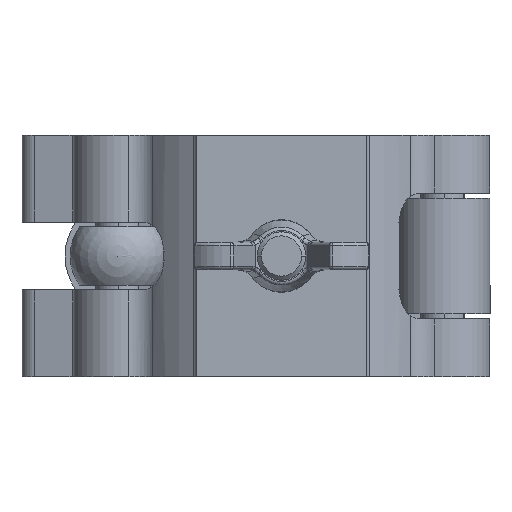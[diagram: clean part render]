
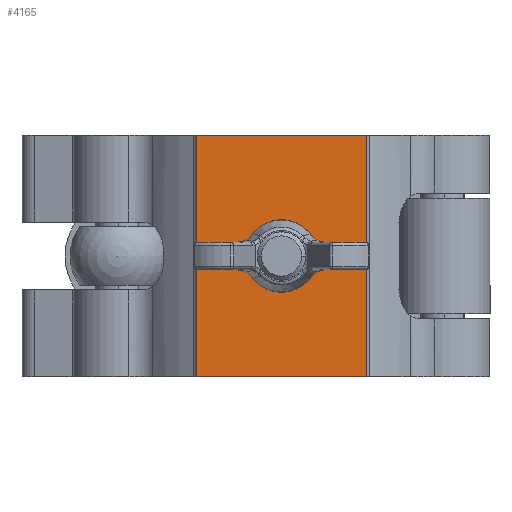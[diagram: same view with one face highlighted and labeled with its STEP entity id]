
A CAD part, front view. The second image highlights one B-rep face of the part: STEP entity #4165.
In plain terms, the highlighted planar face has unit normal (0, -1, 0).
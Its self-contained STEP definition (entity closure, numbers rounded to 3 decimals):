
#536 = VECTOR ( 'NONE', #10584, 1000. ) ;
#723 = EDGE_LOOP ( 'NONE', ( #9618, #9468, #10200, #4343 ) ) ;
#822 = LINE ( 'NONE', #11633, #536 ) ;
#1104 = VECTOR ( 'NONE', #11548, 1000. ) ;
#1407 = LINE ( 'NONE', #12442, #5727 ) ;
#1481 = DIRECTION ( 'NONE',  ( 0., 0., -1. ) ) ;
#1525 = EDGE_CURVE ( 'NONE', #10979, #2617, #12615, .T. ) ;
#1907 = CARTESIAN_POINT ( 'NONE',  ( 17.625, 0., -24.95 ) ) ;
#2386 = CIRCLE ( 'NONE', #3919, 6.35 ) ;
#2617 = VERTEX_POINT ( 'NONE', #7921 ) ;
#2726 = CARTESIAN_POINT ( 'NONE',  ( 0., 0., -6.35 ) ) ;
#2918 = DIRECTION ( 'NONE',  ( 1., 0., 0. ) ) ;
#3191 = CARTESIAN_POINT ( 'NONE',  ( -17.625, 0., 24.95 ) ) ;
#3919 = AXIS2_PLACEMENT_3D ( 'NONE', #8975, #8753, #9878 ) ;
#4165 = ADVANCED_FACE ( 'NONE', ( #5355, #7455 ), #4244, .F. ) ;
#4244 = PLANE ( 'NONE',  #9401 ) ;
#4343 = ORIENTED_EDGE ( 'NONE', *, *, #9685, .T. ) ;
#4647 = CARTESIAN_POINT ( 'NONE',  ( -17.625, 0., -24.95 ) ) ;
#4676 = VERTEX_POINT ( 'NONE', #5653 ) ;
#5355 = FACE_BOUND ( 'NONE', #13752, .T. ) ;
#5367 = AXIS2_PLACEMENT_3D ( 'NONE', #5957, #15558, #15720 ) ;
#5609 = LINE ( 'NONE', #6657, #1104 ) ;
#5653 = CARTESIAN_POINT ( 'NONE',  ( 0., 0., 6.35 ) ) ;
#5727 = VECTOR ( 'NONE', #1481, 1000. ) ;
#5770 = VERTEX_POINT ( 'NONE', #4647 ) ;
#5957 = CARTESIAN_POINT ( 'NONE',  ( 0., 0., 0. ) ) ;
#6657 = CARTESIAN_POINT ( 'NONE',  ( -17.625, 0., -24.95 ) ) ;
#6734 = EDGE_CURVE ( 'NONE', #2617, #15466, #1407, .T. ) ;
#7028 = ORIENTED_EDGE ( 'NONE', *, *, #14408, .F. ) ;
#7455 = FACE_OUTER_BOUND ( 'NONE', #723, .T. ) ;
#7921 = CARTESIAN_POINT ( 'NONE',  ( 17.625, 0., 24.95 ) ) ;
#8072 = DIRECTION ( 'NONE',  ( 0., 1., 0. ) ) ;
#8753 = DIRECTION ( 'NONE',  ( 0., -1., 0. ) ) ;
#8975 = CARTESIAN_POINT ( 'NONE',  ( 0., 0., 0. ) ) ;
#9401 = AXIS2_PLACEMENT_3D ( 'NONE', #3191, #8072, #15131 ) ;
#9468 = ORIENTED_EDGE ( 'NONE', *, *, #6734, .F. ) ;
#9618 = ORIENTED_EDGE ( 'NONE', *, *, #11097, .T. ) ;
#9685 = EDGE_CURVE ( 'NONE', #10979, #5770, #822, .T. ) ;
#9878 = DIRECTION ( 'NONE',  ( 0., 0., -1. ) ) ;
#10200 = ORIENTED_EDGE ( 'NONE', *, *, #1525, .F. ) ;
#10584 = DIRECTION ( 'NONE',  ( 0., 0., -1. ) ) ;
#10979 = VERTEX_POINT ( 'NONE', #14379 ) ;
#11097 = EDGE_CURVE ( 'NONE', #5770, #15466, #5609, .T. ) ;
#11548 = DIRECTION ( 'NONE',  ( 1., 0., 0. ) ) ;
#11633 = CARTESIAN_POINT ( 'NONE',  ( -17.625, 0., 24.95 ) ) ;
#11640 = EDGE_CURVE ( 'NONE', #4676, #11699, #2386, .T. ) ;
#11699 = VERTEX_POINT ( 'NONE', #2726 ) ;
#12281 = CIRCLE ( 'NONE', #5367, 6.35 ) ;
#12442 = CARTESIAN_POINT ( 'NONE',  ( 17.625, 0., 24.95 ) ) ;
#12536 = CARTESIAN_POINT ( 'NONE',  ( -17.625, 0., 24.95 ) ) ;
#12615 = LINE ( 'NONE', #12536, #14332 ) ;
#13752 = EDGE_LOOP ( 'NONE', ( #7028, #15773 ) ) ;
#14332 = VECTOR ( 'NONE', #2918, 1000. ) ;
#14379 = CARTESIAN_POINT ( 'NONE',  ( -17.625, 0., 24.95 ) ) ;
#14408 = EDGE_CURVE ( 'NONE', #11699, #4676, #12281, .T. ) ;
#15131 = DIRECTION ( 'NONE',  ( 0., 0., 1. ) ) ;
#15466 = VERTEX_POINT ( 'NONE', #1907 ) ;
#15558 = DIRECTION ( 'NONE',  ( 0., -1., 0. ) ) ;
#15720 = DIRECTION ( 'NONE',  ( 0., 0., -1. ) ) ;
#15773 = ORIENTED_EDGE ( 'NONE', *, *, #11640, .F. ) ;
